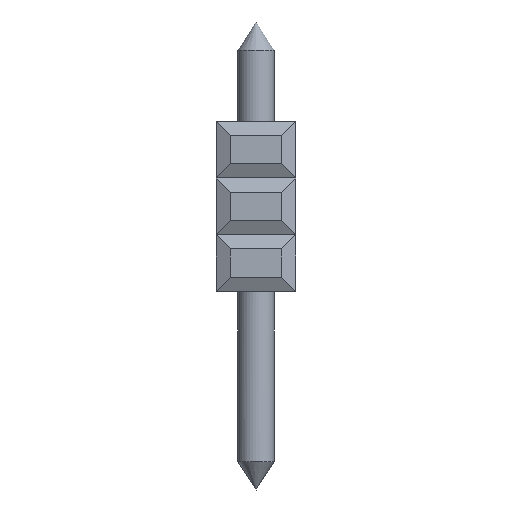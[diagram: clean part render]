
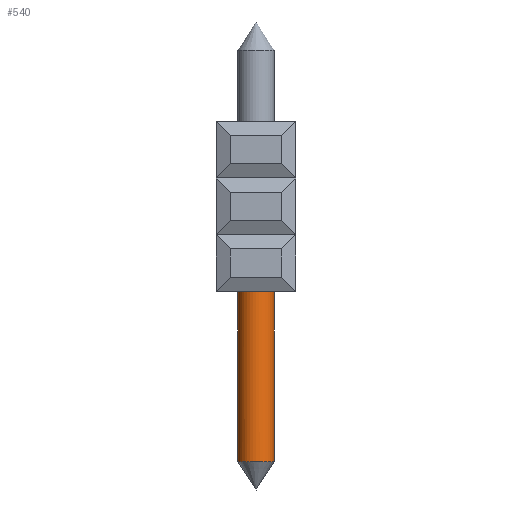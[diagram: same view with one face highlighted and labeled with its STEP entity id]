
A CAD part, left-side view. The second image highlights one B-rep face of the part: STEP entity #540.
In plain terms, the highlighted cylindrical face has radius 0.65 mm (diameter 1.3 mm), a full revolution.
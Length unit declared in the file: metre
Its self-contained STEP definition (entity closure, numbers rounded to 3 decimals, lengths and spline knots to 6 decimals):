
#540=ADVANCED_FACE('',(#1365,#1366),#1367,.T.);
#1365=FACE_OUTER_BOUND('',#2552,.T.);
#1366=FACE_OUTER_BOUND('',#2553,.T.);
#1367=CYLINDRICAL_SURFACE('',#2554,0.00065);
#2552=EDGE_LOOP('',(#4142));
#2553=EDGE_LOOP('',(#4143));
#2554=AXIS2_PLACEMENT_3D('',#4144,#4145,#4146);
#4142=ORIENTED_EDGE('',*,*,#6909,.F.);
#4143=ORIENTED_EDGE('',*,*,#6683,.F.);
#4144=CARTESIAN_POINT('',(0.08065,-0.03326,-0.0015));
#4145=DIRECTION('',(0.0,0.,-1.0));
#4146=DIRECTION('',(-1.0,0.0,0.0));
#6683=EDGE_CURVE('',#7966,#7966,#7967,.T.);
#6909=EDGE_CURVE('',#8300,#8300,#8301,.T.);
#7966=VERTEX_POINT('',#9728);
#7967=CIRCLE('',#9729,0.00065);
#8300=VERTEX_POINT('',#10221);
#8301=CIRCLE('',#10222,0.00065);
#9728=CARTESIAN_POINT('',(0.08065,-0.03391,-0.0058));
#9729=AXIS2_PLACEMENT_3D('',#11966,#11967,#11968);
#10221=CARTESIAN_POINT('',(0.08104,-0.03274,-0.012));
#10222=AXIS2_PLACEMENT_3D('',#12152,#12153,#12154);
#11966=CARTESIAN_POINT('',(0.08065,-0.03326,-0.0058));
#11967=DIRECTION('',(0.0,0.,1.0));
#11968=DIRECTION('',(0.0,-1.0,0.));
#12152=CARTESIAN_POINT('',(0.08065,-0.03326,-0.012));
#12153=DIRECTION('',(0.,0.,-1.0));
#12154=DIRECTION('',(0.6,0.8,0.));
